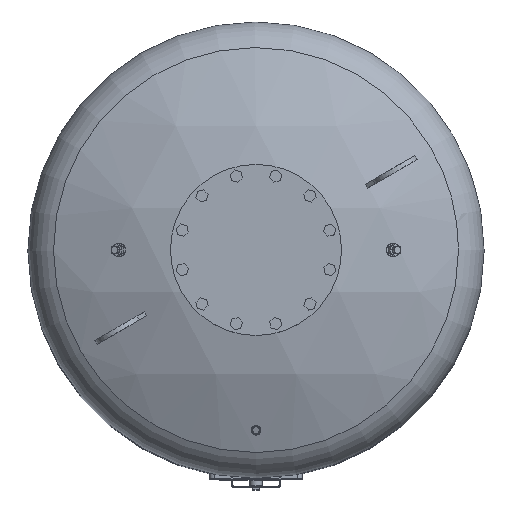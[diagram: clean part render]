
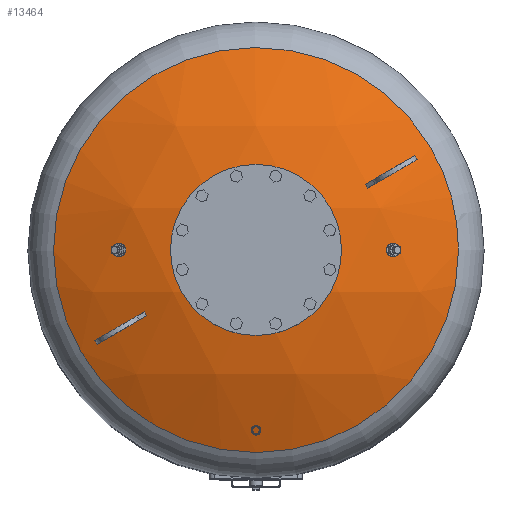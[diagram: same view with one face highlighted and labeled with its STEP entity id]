
A CAD part, top view. The second image highlights one B-rep face of the part: STEP entity #13464.
In plain terms, the highlighted spherical face has radius 1006 mm.
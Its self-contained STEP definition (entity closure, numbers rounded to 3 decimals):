
#31=SPHERICAL_SURFACE('',#14562,1006.);
#683=CIRCLE('',#14561,443.778);
#1497=FACE_OUTER_BOUND('',#2453,.T.);
#2453=EDGE_LOOP('',(#10952));
#6474=VERTEX_POINT('',#21402);
#8070=EDGE_CURVE('',#6474,#6474,#683,.T.);
#10952=ORIENTED_EDGE('',*,*,#8070,.F.);
#13464=ADVANCED_FACE('',(#1497),#31,.T.);
#14561=AXIS2_PLACEMENT_3D('',#21403,#17345,#17346);
#14562=AXIS2_PLACEMENT_3D('',#21404,#17347,#17348);
#17345=DIRECTION('center_axis',(0.,0.,
-1.));
#17346=DIRECTION('ref_axis',(1.,0.,0.));
#17347=DIRECTION('center_axis',(0.,-1.,0.));
#17348=DIRECTION('ref_axis',(-1.,0.,0.));
#21402=CARTESIAN_POINT('',(382.814,224.482,1828.827));
#21403=CARTESIAN_POINT('Origin',(0.,0.,
1828.827));
#21404=CARTESIAN_POINT('Origin',(0.,0.,
926.));
